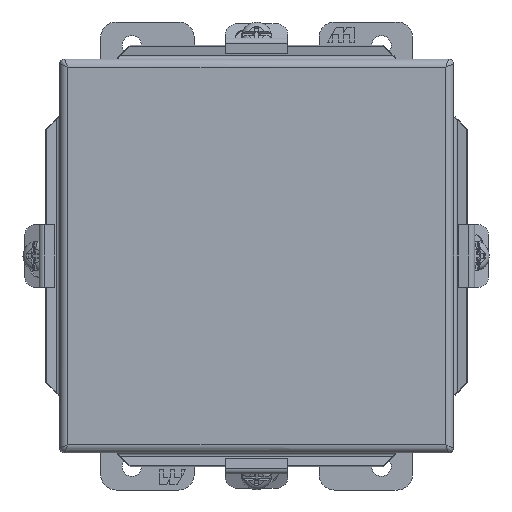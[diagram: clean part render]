
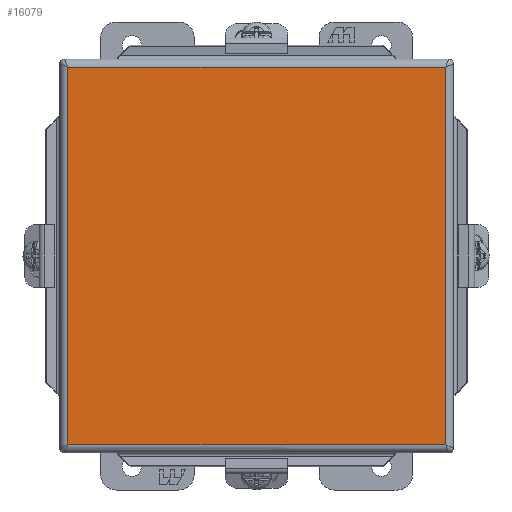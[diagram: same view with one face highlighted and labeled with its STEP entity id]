
A CAD part, front view. The second image highlights one B-rep face of the part: STEP entity #16079.
In plain terms, the highlighted planar face has unit normal (0, -1, 0).
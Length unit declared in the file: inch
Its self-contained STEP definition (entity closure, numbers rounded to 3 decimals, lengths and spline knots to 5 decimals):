
#640 = CARTESIAN_POINT ( 'NONE',  ( -3.02677, -4.206, 0. ) ) ;
#1147 = EDGE_CURVE ( 'NONE', #7375, #14926, #3095, .T. ) ;
#1213 = EDGE_CURVE ( 'NONE', #21640, #7205, #1973, .T. ) ;
#1973 = LINE ( 'NONE', #640, #12209 ) ;
#2575 = DIRECTION ( 'NONE',  ( 0., 0., -1. ) ) ;
#3095 = LINE ( 'NONE', #14942, #6974 ) ;
#5531 = ORIENTED_EDGE ( 'NONE', *, *, #1147, .F. ) ;
#6727 = FACE_OUTER_BOUND ( 'NONE', #8418, .T. ) ;
#6974 = VECTOR ( 'NONE', #18549, 39.37008 ) ;
#7025 = ORIENTED_EDGE ( 'NONE', *, *, #18370, .F. ) ;
#7205 = VERTEX_POINT ( 'NONE', #13505 ) ;
#7375 = VERTEX_POINT ( 'NONE', #13734 ) ;
#8052 = CARTESIAN_POINT ( 'NONE',  ( 0., -4.206, 0. ) ) ;
#8418 = EDGE_LOOP ( 'NONE', ( #5531, #7025, #16811, #17438 ) ) ;
#10256 = DIRECTION ( 'NONE',  ( -1., 0., 0. ) ) ;
#10757 = CARTESIAN_POINT ( 'NONE',  ( 0., -4.206, 3.02677 ) ) ;
#11311 = DIRECTION ( 'NONE',  ( 0., 0., 1. ) ) ;
#11339 = VECTOR ( 'NONE', #10256, 39.37008 ) ;
#11842 = EDGE_CURVE ( 'NONE', #14926, #21640, #20701, .T. ) ;
#12209 = VECTOR ( 'NONE', #11311, 39.37008 ) ;
#12406 = VECTOR ( 'NONE', #12640, 39.37008 ) ;
#12640 = DIRECTION ( 'NONE',  ( 1., 0., 0. ) ) ;
#12859 = AXIS2_PLACEMENT_3D ( 'NONE', #8052, #22190, #2575 ) ;
#13087 = CARTESIAN_POINT ( 'NONE',  ( 3.02677, -4.206, -3.02677 ) ) ;
#13505 = CARTESIAN_POINT ( 'NONE',  ( -3.02677, -4.206, 3.02677 ) ) ;
#13734 = CARTESIAN_POINT ( 'NONE',  ( 3.02677, -4.206, 3.02677 ) ) ;
#14926 = VERTEX_POINT ( 'NONE', #13087 ) ;
#14942 = CARTESIAN_POINT ( 'NONE',  ( 3.02677, -4.206, 0. ) ) ;
#15051 = PLANE ( 'NONE',  #12859 ) ;
#16079 = ADVANCED_FACE ( 'NONE', ( #6727 ), #15051, .T. ) ;
#16811 = ORIENTED_EDGE ( 'NONE', *, *, #1213, .F. ) ;
#17438 = ORIENTED_EDGE ( 'NONE', *, *, #11842, .F. ) ;
#18370 = EDGE_CURVE ( 'NONE', #7205, #7375, #21237, .T. ) ;
#18549 = DIRECTION ( 'NONE',  ( 0., 0., -1. ) ) ;
#18919 = CARTESIAN_POINT ( 'NONE',  ( 0., -4.206, -3.02677 ) ) ;
#20701 = LINE ( 'NONE', #18919, #11339 ) ;
#21237 = LINE ( 'NONE', #10757, #12406 ) ;
#21640 = VERTEX_POINT ( 'NONE', #22226 ) ;
#22190 = DIRECTION ( 'NONE',  ( 0., -1., 0. ) ) ;
#22226 = CARTESIAN_POINT ( 'NONE',  ( -3.02677, -4.206, -3.02677 ) ) ;
